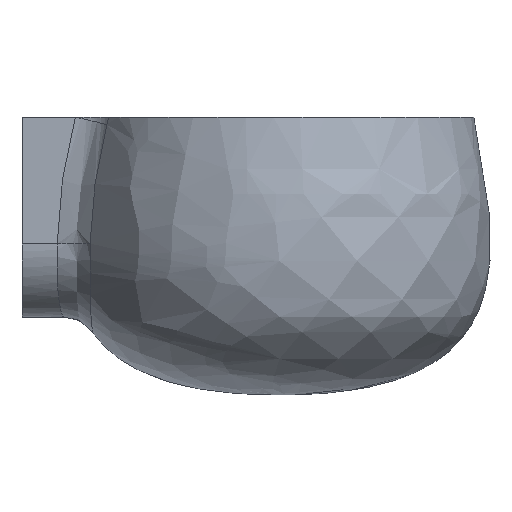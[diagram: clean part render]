
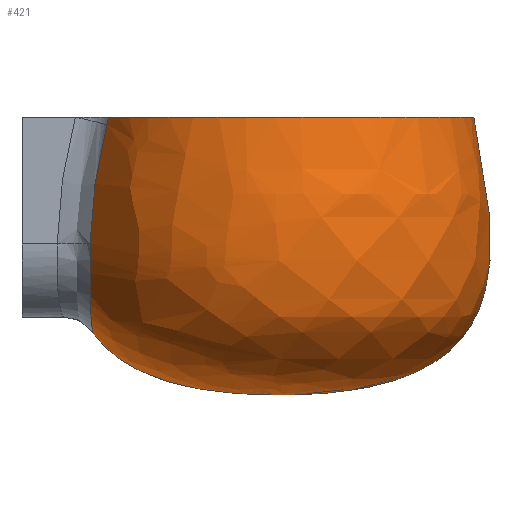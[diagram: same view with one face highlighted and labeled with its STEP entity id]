
A CAD part, left-side view. The second image highlights one B-rep face of the part: STEP entity #421.
In plain terms, the highlighted free-form (B-spline) face has degree [3, 2] with [4, 9] control points.
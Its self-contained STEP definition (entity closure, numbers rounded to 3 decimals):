
#23=(
BOUNDED_SURFACE()
B_SPLINE_SURFACE(3,2,((#10123,#10124,#10125,#10126,#10127,#10128,#10129,
#10130,#10131),(#10132,#10133,#10134,#10135,#10136,#10137,#10138,#10139,
#10140),(#10141,#10142,#10143,#10144,#10145,#10146,#10147,#10148,#10149),
(#10150,#10151,#10152,#10153,#10154,#10155,#10156,#10157,#10158)),
 .UNSPECIFIED.,.F.,.F.,.F.)
B_SPLINE_SURFACE_WITH_KNOTS((4,4),(3,2,2,2,3),(0.,166.342),
(0.,125.158,250.315,375.473,500.63),
 .UNSPECIFIED.)
GEOMETRIC_REPRESENTATION_ITEM()
RATIONAL_B_SPLINE_SURFACE(((1.,0.707,1.,0.707,1.,
0.707,1.,0.707,1.),(1.,0.707,1.,0.707,
1.,0.707,1.,0.707,1.),(1.,0.707,1.,
0.707,1.,0.707,1.,0.707,1.),(1.,0.707,
1.,0.707,1.,0.707,1.,0.707,1.)))
REPRESENTATION_ITEM('')
SURFACE()
);
#421=ADVANCED_FACE('',(#815),#23,.T.);
#815=FACE_OUTER_BOUND('',#1288,.T.);
#1288=EDGE_LOOP('',(#2873,#2874,#2875,#2876,#2877,#2878));
#2873=ORIENTED_EDGE('',*,*,#4063,.T.);
#2874=ORIENTED_EDGE('',*,*,#4051,.T.);
#2875=ORIENTED_EDGE('',*,*,#4060,.T.);
#2876=ORIENTED_EDGE('',*,*,#4064,.F.);
#2877=ORIENTED_EDGE('',*,*,#4065,.F.);
#2878=ORIENTED_EDGE('',*,*,#4062,.T.);
#4051=EDGE_CURVE('',#5795,#5794,#5157,.T.);
#4060=EDGE_CURVE('',#5794,#5799,#5163,.T.);
#4062=EDGE_CURVE('',#5759,#5758,#4623,.T.);
#4063=EDGE_CURVE('',#5758,#5795,#5164,.T.);
#4064=EDGE_CURVE('',#5800,#5799,#5165,.T.);
#4065=EDGE_CURVE('',#5759,#5800,#5166,.T.);
#4623=(
BOUNDED_CURVE()
B_SPLINE_CURVE(2,(#11183,#11184,#11185,#11186,#11187),.UNSPECIFIED.,.F.,
 .F.)
B_SPLINE_CURVE_WITH_KNOTS((3,2,3),(0.,82.455,164.91),
 .UNSPECIFIED.)
CURVE()
GEOMETRIC_REPRESENTATION_ITEM()
RATIONAL_B_SPLINE_CURVE((1.,0.789,1.,0.789,1.))
REPRESENTATION_ITEM('')
);
#5157=B_SPLINE_CURVE_WITH_KNOTS('',3,(#11092,#11093,#11094,#11095,#11096,
#11097,#11098,#11099,#11100,#11101,#11102,#11103,#11104,#11105),
 .UNSPECIFIED.,.F.,.F.,(4,2,2,1,1,2,2,4),(-32.854,-24.641,
-20.534,-18.481,-17.454,-16.941,
-16.427,0.),.UNSPECIFIED.);
#5163=B_SPLINE_CURVE_WITH_KNOTS('',3,(#11136,#11137,#11138,#11139,#11140,
#11141,#11142,#11143,#11144,#11145,#11146,#11147,#11148,#11149,#11150,#11151,
#11152,#11153,#11154,#11155,#11156,#11157),.UNSPECIFIED.,.F.,.F.,(4,2,2,
2,2,2,2,2,2,2,4),(-39.534,-34.592,-29.65,
-24.709,-22.238,-21.002,-19.767,
-14.825,-12.354,-9.883,0.),.UNSPECIFIED.);
#5164=B_SPLINE_CURVE_WITH_KNOTS('',3,(#11188,#11189,#11190,#11191),
 .UNSPECIFIED.,.F.,.F.,(4,4),(0.,2.126),.UNSPECIFIED.);
#5165=B_SPLINE_CURVE_WITH_KNOTS('',3,(#11192,#11193,#11194,#11195),
 .UNSPECIFIED.,.F.,.F.,(4,4),(-57.736,0.),.UNSPECIFIED.);
#5166=B_SPLINE_CURVE_WITH_KNOTS('',3,(#11196,#11197,#11198,#11199),
 .UNSPECIFIED.,.F.,.F.,(4,4),(0.,166.342),
 .UNSPECIFIED.);
#5758=VERTEX_POINT('',#10560);
#5759=VERTEX_POINT('',#10561);
#5794=VERTEX_POINT('',#10596);
#5795=VERTEX_POINT('',#10597);
#5799=VERTEX_POINT('',#10601);
#5800=VERTEX_POINT('',#10602);
#10123=CARTESIAN_POINT('',(1369.529,-377.157,104.24));
#10124=CARTESIAN_POINT('',(1422.554,-377.157,104.24));
#10125=CARTESIAN_POINT('',(1422.554,-324.133,104.24));
#10126=CARTESIAN_POINT('',(1422.554,-271.108,104.24));
#10127=CARTESIAN_POINT('',(1369.529,-271.108,104.24));
#10128=CARTESIAN_POINT('',(1316.505,-271.108,104.24));
#10129=CARTESIAN_POINT('',(1316.505,-324.133,104.24));
#10130=CARTESIAN_POINT('',(1316.505,-377.157,104.24));
#10131=CARTESIAN_POINT('',(1369.529,-377.157,104.24));
#10132=CARTESIAN_POINT('',(1369.529,-386.711,60.145));
#10133=CARTESIAN_POINT('',(1432.108,-386.711,60.145));
#10134=CARTESIAN_POINT('',(1432.108,-324.133,60.145));
#10135=CARTESIAN_POINT('',(1432.108,-261.554,60.145));
#10136=CARTESIAN_POINT('',(1369.529,-261.554,60.145));
#10137=CARTESIAN_POINT('',(1306.951,-261.554,60.145));
#10138=CARTESIAN_POINT('',(1306.951,-324.133,60.145));
#10139=CARTESIAN_POINT('',(1306.951,-386.711,60.145));
#10140=CARTESIAN_POINT('',(1369.529,-386.711,60.145));
#10141=CARTESIAN_POINT('',(1369.529,-386.711,28.421));
#10142=CARTESIAN_POINT('',(1432.108,-386.711,28.421));
#10143=CARTESIAN_POINT('',(1432.108,-324.133,28.421));
#10144=CARTESIAN_POINT('',(1432.108,-261.554,28.421));
#10145=CARTESIAN_POINT('',(1369.529,-261.554,28.421));
#10146=CARTESIAN_POINT('',(1306.951,-261.554,28.421));
#10147=CARTESIAN_POINT('',(1306.951,-324.133,28.421));
#10148=CARTESIAN_POINT('',(1306.951,-386.711,28.421));
#10149=CARTESIAN_POINT('',(1369.529,-386.711,28.421));
#10150=CARTESIAN_POINT('',(1369.529,-324.133,28.421));
#10151=CARTESIAN_POINT('',(1369.529,-324.133,28.421));
#10152=CARTESIAN_POINT('',(1369.529,-324.133,28.421));
#10153=CARTESIAN_POINT('',(1369.529,-324.133,28.421));
#10154=CARTESIAN_POINT('',(1369.529,-324.133,28.421));
#10155=CARTESIAN_POINT('',(1369.529,-324.133,28.421));
#10156=CARTESIAN_POINT('',(1369.529,-324.133,28.421));
#10157=CARTESIAN_POINT('',(1369.529,-324.133,28.421));
#10158=CARTESIAN_POINT('',(1369.529,-324.133,28.421));
#10560=CARTESIAN_POINT('',(1344.198,-277.55,104.24));
#10561=CARTESIAN_POINT('',(1369.529,-377.157,104.24));
#10596=CARTESIAN_POINT('',(1343.965,-272.477,69.733));
#10597=CARTESIAN_POINT('',(1344.17,-277.062,102.171));
#10601=CARTESIAN_POINT('',(1369.529,-273.157,45.474));
#10602=CARTESIAN_POINT('',(1369.529,-324.133,28.421));
#11092=CARTESIAN_POINT('',(1344.17,-277.062,102.171));
#11093=CARTESIAN_POINT('',(1344.131,-276.387,99.275));
#11094=CARTESIAN_POINT('',(1344.098,-275.774,96.479));
#11095=CARTESIAN_POINT('',(1344.059,-274.963,92.434));
#11096=CARTESIAN_POINT('',(1344.047,-274.71,91.111));
#11097=CARTESIAN_POINT('',(1344.031,-274.36,89.163));
#11098=CARTESIAN_POINT('',(1344.024,-274.192,88.199));
#11099=CARTESIAN_POINT('',(1344.016,-274.008,87.09));
#11100=CARTESIAN_POINT('',(1344.013,-273.932,86.618));
#11101=CARTESIAN_POINT('',(1344.011,-273.883,86.304));
#11102=CARTESIAN_POINT('',(1344.01,-273.863,86.182));
#11103=CARTESIAN_POINT('',(1343.971,-272.884,79.905));
#11104=CARTESIAN_POINT('',(1343.964,-272.429,74.506));
#11105=CARTESIAN_POINT('',(1343.965,-272.477,69.733));
#11136=CARTESIAN_POINT('',(1343.965,-272.477,69.733));
#11137=CARTESIAN_POINT('',(1343.965,-272.495,67.974));
#11138=CARTESIAN_POINT('',(1344.128,-272.5,66.276));
#11139=CARTESIAN_POINT('',(1344.779,-272.497,63.002));
#11140=CARTESIAN_POINT('',(1345.245,-272.49,61.476));
#11141=CARTESIAN_POINT('',(1346.577,-272.496,58.347));
#11142=CARTESIAN_POINT('',(1347.38,-272.508,56.927));
#11143=CARTESIAN_POINT('',(1348.763,-272.54,54.99));
#11144=CARTESIAN_POINT('',(1349.253,-272.553,54.377));
#11145=CARTESIAN_POINT('',(1350.031,-272.576,53.502));
#11146=CARTESIAN_POINT('',(1350.297,-272.585,53.218));
#11147=CARTESIAN_POINT('',(1350.842,-272.603,52.665));
#11148=CARTESIAN_POINT('',(1351.1,-272.612,52.416));
#11149=CARTESIAN_POINT('',(1352.635,-272.669,51.009));
#11150=CARTESIAN_POINT('',(1353.947,-272.726,50.048));
#11151=CARTESIAN_POINT('',(1356.018,-272.813,48.82));
#11152=CARTESIAN_POINT('',(1356.725,-272.843,48.447));
#11153=CARTESIAN_POINT('',(1358.17,-272.901,47.767));
#11154=CARTESIAN_POINT('',(1358.86,-272.928,47.478));
#11155=CARTESIAN_POINT('',(1362.858,-273.075,46.021));
#11156=CARTESIAN_POINT('',(1366.13,-273.157,45.474));
#11157=CARTESIAN_POINT('',(1369.529,-273.157,45.474));
#11183=CARTESIAN_POINT('',(1369.529,-377.157,104.24));
#11184=CARTESIAN_POINT('',(1328.302,-377.157,104.24));
#11185=CARTESIAN_POINT('',(1318.141,-337.201,104.24));
#11186=CARTESIAN_POINT('',(1307.979,-297.246,104.24));
#11187=CARTESIAN_POINT('',(1344.198,-277.55,104.24));
#11188=CARTESIAN_POINT('',(1344.198,-277.55,104.24));
#11189=CARTESIAN_POINT('',(1344.189,-277.385,103.548));
#11190=CARTESIAN_POINT('',(1344.179,-277.222,102.858));
#11191=CARTESIAN_POINT('',(1344.17,-277.062,102.171));
#11192=CARTESIAN_POINT('',(1369.529,-324.133,28.421));
#11193=CARTESIAN_POINT('',(1369.529,-296.361,28.421));
#11194=CARTESIAN_POINT('',(1369.529,-280.914,34.669));
#11195=CARTESIAN_POINT('',(1369.529,-273.157,45.474));
#11196=CARTESIAN_POINT('',(1369.529,-377.157,104.24));
#11197=CARTESIAN_POINT('',(1369.529,-386.711,60.145));
#11198=CARTESIAN_POINT('',(1369.529,-386.711,28.421));
#11199=CARTESIAN_POINT('',(1369.529,-324.133,28.421));
